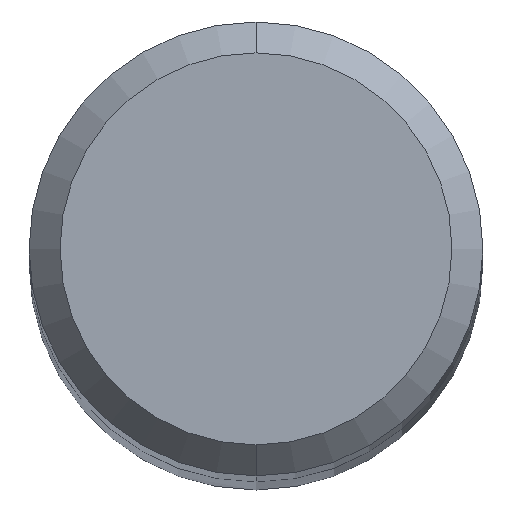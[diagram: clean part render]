
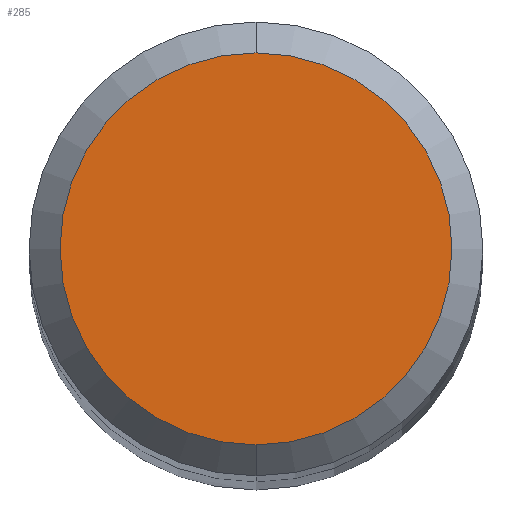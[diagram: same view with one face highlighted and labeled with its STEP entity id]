
A CAD part, top view. The second image highlights one B-rep face of the part: STEP entity #285.
In plain terms, the highlighted planar face has unit normal (0, 0, 1).
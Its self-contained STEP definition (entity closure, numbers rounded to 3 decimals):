
#163=EDGE_CURVE('',#351,#233,#422,.T.);
#233=VERTEX_POINT('',#500);
#269=EDGE_CURVE('',#233,#351,#538,.T.);
#285=ADVANCED_FACE('',(#554),#555,.T.);
#351=VERTEX_POINT('',#631);
#422=CIRCLE('',#730,1.9);
#500=CARTESIAN_POINT('',(0.0,1.9,31.0));
#538=CIRCLE('',#999,1.9);
#554=FACE_OUTER_BOUND('',#1060,.T.);
#555=PLANE('',#1061);
#631=CARTESIAN_POINT('',(0.,-1.9,31.0));
#730=AXIS2_PLACEMENT_3D('',#1290,#1291,#1292);
#999=AXIS2_PLACEMENT_3D('',#1411,#1412,#1413);
#1060=EDGE_LOOP('',(#1422,#1423));
#1061=AXIS2_PLACEMENT_3D('',#1424,#1425,#1426);
#1290=CARTESIAN_POINT('',(0.0,0.0,31.0));
#1291=DIRECTION('',(0.0,0.0,-1.0));
#1292=DIRECTION('',(0.0,1.0,0.0));
#1411=CARTESIAN_POINT('',(0.0,0.0,31.0));
#1412=DIRECTION('',(0.0,0.0,-1.0));
#1413=DIRECTION('',(0.0,1.0,0.0));
#1422=ORIENTED_EDGE('',*,*,#269,.F.);
#1423=ORIENTED_EDGE('',*,*,#163,.F.);
#1424=CARTESIAN_POINT('',(0.0,0.95,31.0));
#1425=DIRECTION('',(-0.0,0.0,1.0));
#1426=DIRECTION('',(0.0,-1.0,0.0));
